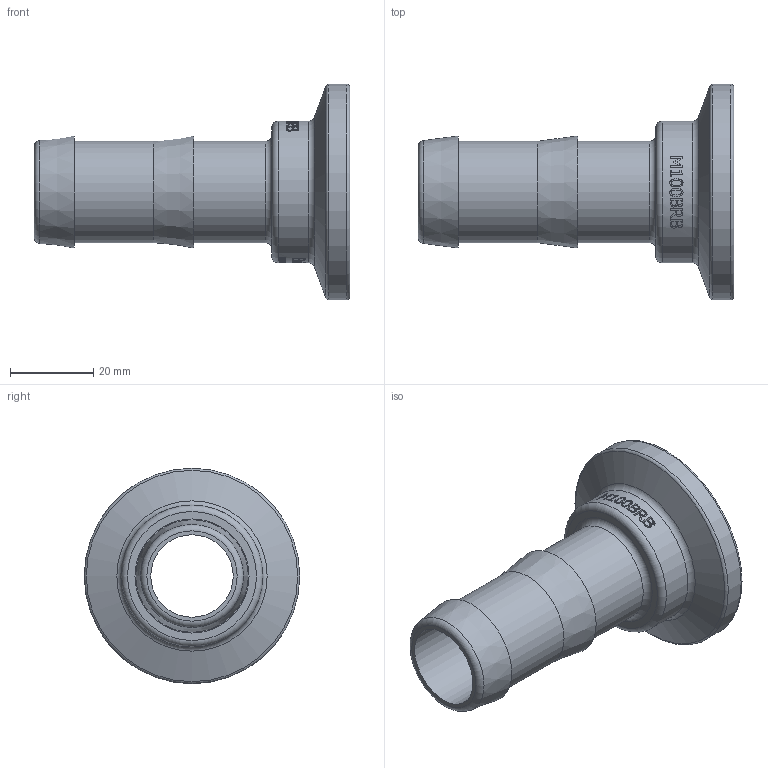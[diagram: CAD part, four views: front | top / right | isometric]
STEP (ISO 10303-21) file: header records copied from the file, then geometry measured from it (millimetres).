
FILE_DESCRIPTION(/* description */ ('1" Hose Barb X 1" Manifold Flange, Unbagged'),/* implementation_level */ '2;1');
FILE_NAME(/* name */ 'M100BRB.stp',/* time_stamp */ '2016-07-27T11:46:27-04:00',/* author */ ('DKemp'),/* organization */ (''),/* preprocessor_version */ 'ST-DEVELOPER v16.1',/* originating_system */ 'Autodesk Inventor 2016',/* authorisation */ '');
FILE_SCHEMA (('AUTOMOTIVE_DESIGN { 1 0 10303 214 3 1 1 }'));
Length unit declared in the file: inch
Products named in the file (2): M100BRBU; M100BRB
Assembly tree (1 placements, depth 2):
  M100BRB
    M100BRBU
Bounding box: 75.95 x 51.82 x 51.82 mm (x, y, z)
Volume: 28435.3 mm3; surface area: 15101.8 mm2
Topology: 1 solids, 1 shells, 358 faces, 942 edges, 625 vertices
Faces by surface type: plane 183, bspline 125, cylinder 41, torus 6, cone 3
Full cylindrical faces by diameter (mm): 19.812 x1, 24.384 x2, 34.036 x1, 35.052 x1, 51.816 x1
Entity records: 13301 total; most frequent: CARTESIAN_POINT 5065, ORIENTED_EDGE 1854, DIRECTION 1404, EDGE_CURVE 927, VERTEX_POINT 625, AXIS2_PLACEMENT_3D 491, LINE 422, VECTOR 422
